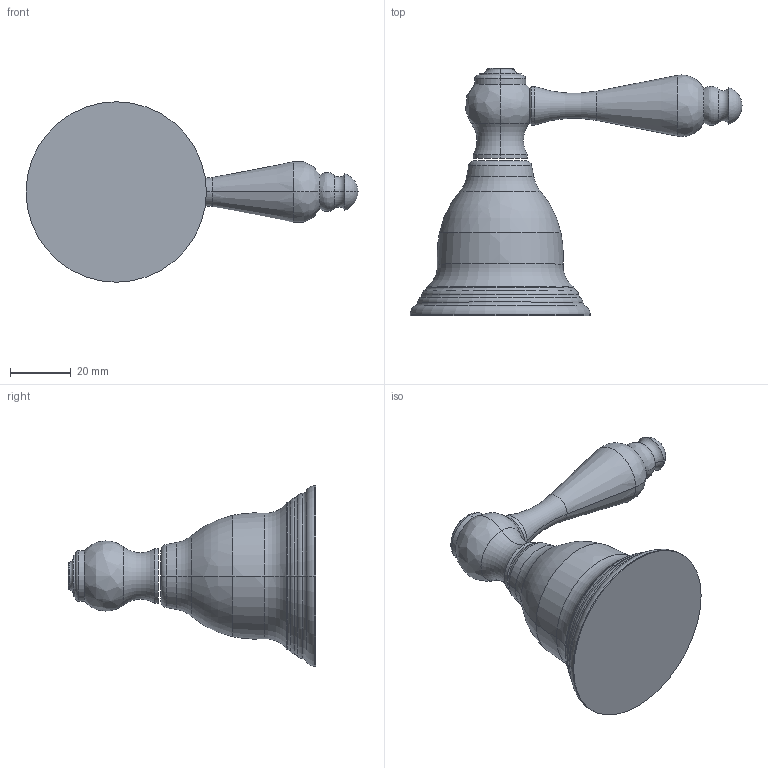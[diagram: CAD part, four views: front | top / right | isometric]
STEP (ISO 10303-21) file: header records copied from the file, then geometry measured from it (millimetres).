
FILE_DESCRIPTION((''),'2;1');
FILE_NAME('3-202','2025-05-13T18:43:18',('SwamiS'),(''),'CREO PARAMETRIC BY PTC INC, 2023134','CREO PARAMETRIC BY PTC INC, 2023134','');
FILE_SCHEMA(('CONFIG_CONTROL_DESIGN'));
Length unit declared in the file: inch
Products named in the file (1): 3-202
Bounding box: 109.4 x 81.51 x 59.44 mm (x, y, z)
Volume: 81860.1 mm3; surface area: 15128.5 mm2
Topology: 2 solids, 2 shells, 68 faces, 134 edges, 71 vertices
Faces by surface type: torus 30, cylinder 10, bspline 10, plane 8, cone 8, sphere 2
Entity records: 2057 total; most frequent: CARTESIAN_POINT 600, DIRECTION 354, ORIENTED_EDGE 264, AXIS2_PLACEMENT_3D 168, EDGE_CURVE 132, CIRCLE 110, VERTEX_POINT 71, EDGE_LOOP 71
